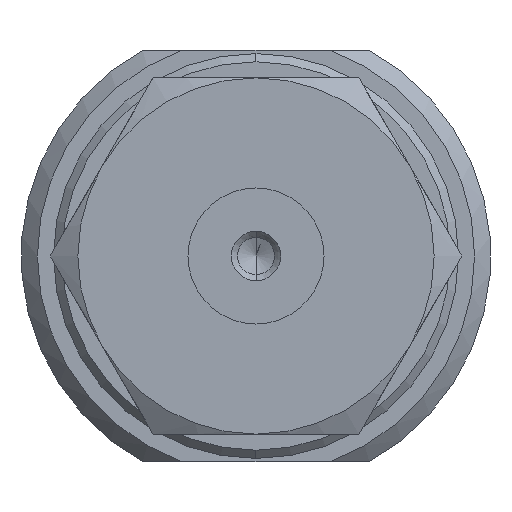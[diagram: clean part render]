
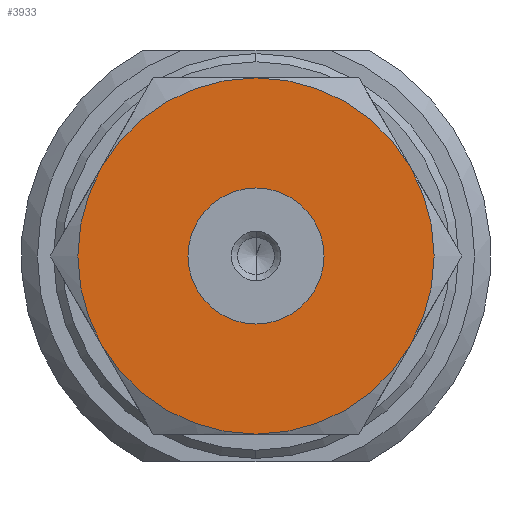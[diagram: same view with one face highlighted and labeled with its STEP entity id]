
A CAD part, left-side view. The second image highlights one B-rep face of the part: STEP entity #3933.
In plain terms, the highlighted planar face has unit normal (-1, 0, 0).
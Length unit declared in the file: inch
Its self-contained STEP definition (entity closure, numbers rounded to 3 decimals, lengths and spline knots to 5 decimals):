
#21 = DIRECTION ( 'NONE',  ( 0., 0., -1. ) ) ;
#23 = CARTESIAN_POINT ( 'NONE',  ( 0., -0.18753, -0.10827 ) ) ;
#44 = DIRECTION ( 'NONE',  ( 1., 0., 0. ) ) ;
#68 = ORIENTED_EDGE ( 'NONE', *, *, #2069, .F. ) ;
#91 = AXIS2_PLACEMENT_3D ( 'NONE', #4609, #330, #1122 ) ;
#182 = ORIENTED_EDGE ( 'NONE', *, *, #1487, .F. ) ;
#330 = DIRECTION ( 'NONE',  ( 1., 0., 0. ) ) ;
#356 = FACE_OUTER_BOUND ( 'NONE', #2979, .T. ) ;
#441 = CARTESIAN_POINT ( 'NONE',  ( 0., 0.18753, -0.10827 ) ) ;
#450 = DIRECTION ( 'NONE',  ( -1., 0., 0. ) ) ;
#517 = CARTESIAN_POINT ( 'NONE',  ( 0., 0.18753, 0.10827 ) ) ;
#543 = EDGE_CURVE ( 'NONE', #4137, #1265, #2490, .T. ) ;
#561 = CARTESIAN_POINT ( 'NONE',  ( 0., 0., 0. ) ) ;
#593 = CIRCLE ( 'NONE', #4440, 0.21654 ) ;
#619 = DIRECTION ( 'NONE',  ( 0., 0., -1. ) ) ;
#635 = CIRCLE ( 'NONE', #91, 0.21654 ) ;
#686 = AXIS2_PLACEMENT_3D ( 'NONE', #4423, #780, #4401 ) ;
#712 = CARTESIAN_POINT ( 'NONE',  ( 0., 0., -0.08268 ) ) ;
#759 = CARTESIAN_POINT ( 'NONE',  ( 0., 0., -0.21654 ) ) ;
#780 = DIRECTION ( 'NONE',  ( 1., 0., 0. ) ) ;
#849 = AXIS2_PLACEMENT_3D ( 'NONE', #2217, #44, #21 ) ;
#924 = DIRECTION ( 'NONE',  ( 1., 0., 0. ) ) ;
#1122 = DIRECTION ( 'NONE',  ( 0., 0., -1. ) ) ;
#1200 = VERTEX_POINT ( 'NONE', #2830 ) ;
#1265 = VERTEX_POINT ( 'NONE', #517 ) ;
#1487 = EDGE_CURVE ( 'NONE', #2876, #1265, #593, .T. ) ;
#1679 = CARTESIAN_POINT ( 'NONE',  ( 0., 0., 0. ) ) ;
#1887 = EDGE_CURVE ( 'NONE', #3803, #1973, #4524, .T. ) ;
#1900 = ORIENTED_EDGE ( 'NONE', *, *, #3458, .F. ) ;
#1973 = VERTEX_POINT ( 'NONE', #23 ) ;
#2059 = DIRECTION ( 'NONE',  ( 1., 0., 0. ) ) ;
#2069 = EDGE_CURVE ( 'NONE', #1200, #4311, #3979, .T. ) ;
#2073 = VERTEX_POINT ( 'NONE', #759 ) ;
#2154 = CARTESIAN_POINT ( 'NONE',  ( 0., 0., 0. ) ) ;
#2217 = CARTESIAN_POINT ( 'NONE',  ( 0., 0., 0. ) ) ;
#2377 = DIRECTION ( 'NONE',  ( 0., 0., -1. ) ) ;
#2396 = DIRECTION ( 'NONE',  ( 0., 0., -1. ) ) ;
#2421 = CARTESIAN_POINT ( 'NONE',  ( 0., 0., 0. ) ) ;
#2482 = CARTESIAN_POINT ( 'NONE',  ( 0., -0.18753, 0.10827 ) ) ;
#2490 = CIRCLE ( 'NONE', #3106, 0.21654 ) ;
#2830 = CARTESIAN_POINT ( 'NONE',  ( 0., 0., 0.08268 ) ) ;
#2851 = ORIENTED_EDGE ( 'NONE', *, *, #3164, .F. ) ;
#2876 = VERTEX_POINT ( 'NONE', #441 ) ;
#2927 = AXIS2_PLACEMENT_3D ( 'NONE', #1679, #924, #2377 ) ;
#2949 = CIRCLE ( 'NONE', #4313, 0.21654 ) ;
#2979 = EDGE_LOOP ( 'NONE', ( #1900, #3651, #3918, #2851, #3207, #182 ) ) ;
#3106 = AXIS2_PLACEMENT_3D ( 'NONE', #561, #450, #3341 ) ;
#3164 = EDGE_CURVE ( 'NONE', #4137, #3803, #3708, .T. ) ;
#3199 = CARTESIAN_POINT ( 'NONE',  ( 0., 0., 0.21654 ) ) ;
#3207 = ORIENTED_EDGE ( 'NONE', *, *, #543, .T. ) ;
#3253 = EDGE_CURVE ( 'NONE', #4311, #1200, #4244, .T. ) ;
#3341 = DIRECTION ( 'NONE',  ( 0., 0., 1. ) ) ;
#3395 = EDGE_LOOP ( 'NONE', ( #68, #4185 ) ) ;
#3398 = DIRECTION ( 'NONE',  ( -1., 0., 0. ) ) ;
#3407 = CARTESIAN_POINT ( 'NONE',  ( 0., 0., 0. ) ) ;
#3444 = DIRECTION ( 'NONE',  ( 0., 0., 1. ) ) ;
#3458 = EDGE_CURVE ( 'NONE', #2073, #2876, #2949, .T. ) ;
#3602 = DIRECTION ( 'NONE',  ( 0., 0., 1. ) ) ;
#3651 = ORIENTED_EDGE ( 'NONE', *, *, #4464, .F. ) ;
#3708 = CIRCLE ( 'NONE', #686, 0.21654 ) ;
#3803 = VERTEX_POINT ( 'NONE', #2482 ) ;
#3853 = DIRECTION ( 'NONE',  ( 1., 0., 0. ) ) ;
#3918 = ORIENTED_EDGE ( 'NONE', *, *, #1887, .F. ) ;
#3933 = ADVANCED_FACE ( 'NONE', ( #356, #3972 ), #3991, .F. ) ;
#3972 = FACE_BOUND ( 'NONE', #3395, .T. ) ;
#3979 = CIRCLE ( 'NONE', #4599, 0.08268 ) ;
#3991 = PLANE ( 'NONE',  #849 ) ;
#3994 = DIRECTION ( 'NONE',  ( -1., 0., 0. ) ) ;
#4089 = AXIS2_PLACEMENT_3D ( 'NONE', #4536, #3398, #3444 ) ;
#4137 = VERTEX_POINT ( 'NONE', #3199 ) ;
#4185 = ORIENTED_EDGE ( 'NONE', *, *, #3253, .F. ) ;
#4244 = CIRCLE ( 'NONE', #4089, 0.08268 ) ;
#4311 = VERTEX_POINT ( 'NONE', #712 ) ;
#4313 = AXIS2_PLACEMENT_3D ( 'NONE', #2421, #3853, #2396 ) ;
#4401 = DIRECTION ( 'NONE',  ( 0., 0., -1. ) ) ;
#4423 = CARTESIAN_POINT ( 'NONE',  ( 0., 0., 0. ) ) ;
#4440 = AXIS2_PLACEMENT_3D ( 'NONE', #3407, #2059, #619 ) ;
#4464 = EDGE_CURVE ( 'NONE', #1973, #2073, #635, .T. ) ;
#4524 = CIRCLE ( 'NONE', #2927, 0.21654 ) ;
#4536 = CARTESIAN_POINT ( 'NONE',  ( 0., 0., 0. ) ) ;
#4599 = AXIS2_PLACEMENT_3D ( 'NONE', #2154, #3994, #3602 ) ;
#4609 = CARTESIAN_POINT ( 'NONE',  ( 0., 0., 0. ) ) ;
